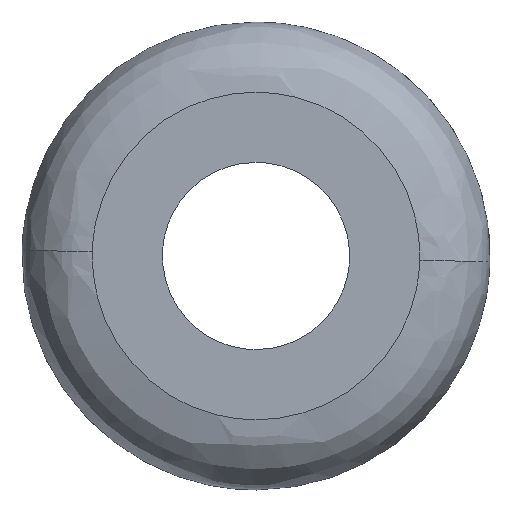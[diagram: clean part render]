
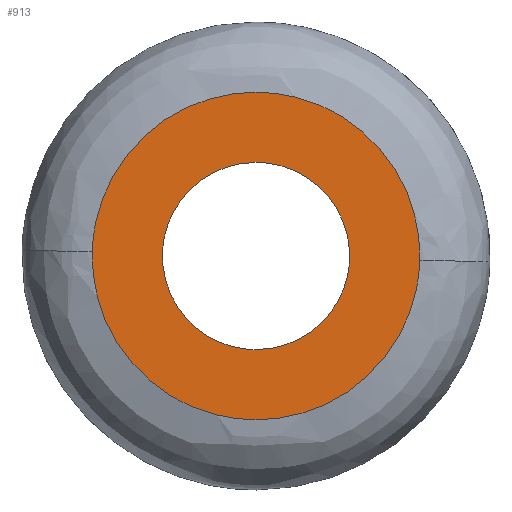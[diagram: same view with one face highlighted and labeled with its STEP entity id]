
A CAD part, front view. The second image highlights one B-rep face of the part: STEP entity #913.
In plain terms, the highlighted free-form (B-spline) face has degree [1, 1] with [2, 2] control points.
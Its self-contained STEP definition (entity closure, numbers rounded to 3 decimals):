
#271=CARTESIAN_POINT('',(3.972,0.,-0.472));
#272=VERTEX_POINT('',#271);
#278=CARTESIAN_POINT('',(0.0,0.,4.0));
#279=VERTEX_POINT('',#278);
#280=CARTESIAN_POINT('',(3.972,0.,-0.472));
#281=CARTESIAN_POINT('',(4.0,0.,-0.237));
#282=CARTESIAN_POINT('',(4.0,0.,0.));
#283=CARTESIAN_POINT('',(4.,0.,4.));
#284=CARTESIAN_POINT('',(0.0,0.,4.0));
#292=(BOUNDED_CURVE()B_SPLINE_CURVE(2,(#280,#281,#282,#283,#284),.UNSPECIFIED.,.F.,.U.)B_SPLINE_CURVE_WITH_KNOTS((3,2,3),(0.23,0.25,0.5),.UNSPECIFIED.)CURVE()GEOMETRIC_REPRESENTATION_ITEM()RATIONAL_B_SPLINE_CURVE((0.956,0.976,1.0,0.707,1.0))REPRESENTATION_ITEM(''));
#293=EDGE_CURVE('',#272,#279,#292,.T.);
#295=CARTESIAN_POINT('',(-3.993,0.,0.244));
#296=VERTEX_POINT('',#295);
#297=CARTESIAN_POINT('',(0.0,0.,4.0));
#298=CARTESIAN_POINT('',(-3.763,0.,4.));
#299=CARTESIAN_POINT('',(-3.993,0.,0.244));
#307=(BOUNDED_CURVE()B_SPLINE_CURVE(2,(#297,#298,#299),.UNSPECIFIED.,.F.,.U.)B_SPLINE_CURVE_WITH_KNOTS((3,3),(0.5,0.739),.UNSPECIFIED.)CURVE()GEOMETRIC_REPRESENTATION_ITEM()RATIONAL_B_SPLINE_CURVE((1.0,0.72,0.976))REPRESENTATION_ITEM(''));
#308=EDGE_CURVE('',#279,#296,#307,.T.);
#386=CARTESIAN_POINT('',(0.0,0.,-4.0));
#387=VERTEX_POINT('',#386);
#388=CARTESIAN_POINT('',(-3.993,0.,0.244));
#389=CARTESIAN_POINT('',(-4.,0.,0.122));
#390=CARTESIAN_POINT('',(-4.0,0.,0.));
#391=CARTESIAN_POINT('',(-4.,0.,-4.));
#392=CARTESIAN_POINT('',(0.0,0.,-4.0));
#400=(BOUNDED_CURVE()B_SPLINE_CURVE(2,(#388,#389,#390,#391,#392),.UNSPECIFIED.,.F.,.U.)B_SPLINE_CURVE_WITH_KNOTS((3,2,3),(0.739,0.75,1.0),.UNSPECIFIED.)CURVE()GEOMETRIC_REPRESENTATION_ITEM()RATIONAL_B_SPLINE_CURVE((0.976,0.988,1.0,0.707,1.0))REPRESENTATION_ITEM(''));
#401=EDGE_CURVE('',#296,#387,#400,.T.);
#403=CARTESIAN_POINT('',(0.0,0.,-4.0));
#404=CARTESIAN_POINT('',(3.553,0.,-4.));
#405=CARTESIAN_POINT('',(3.972,0.,-0.472));
#413=(BOUNDED_CURVE()B_SPLINE_CURVE(2,(#403,#404,#405),.UNSPECIFIED.,.F.,.U.)B_SPLINE_CURVE_WITH_KNOTS((3,3),(0.0,0.23),.UNSPECIFIED.)CURVE()GEOMETRIC_REPRESENTATION_ITEM()RATIONAL_B_SPLINE_CURVE((1.0,0.731,0.956))REPRESENTATION_ITEM(''));
#414=EDGE_CURVE('',#387,#272,#413,.T.);
#477=CARTESIAN_POINT('',(6.998,0.,-0.176));
#478=VERTEX_POINT('',#477);
#492=CARTESIAN_POINT('',(0.0,0.,-7.0));
#493=VERTEX_POINT('',#492);
#494=CARTESIAN_POINT('',(0.0,0.,-7.0));
#495=CARTESIAN_POINT('',(6.826,0.,-7.0));
#496=CARTESIAN_POINT('',(6.998,0.,-0.176));
#504=(BOUNDED_CURVE()B_SPLINE_CURVE(2,(#494,#495,#496),.UNSPECIFIED.,.F.,.U.)B_SPLINE_CURVE_WITH_KNOTS((3,3),(0.0,0.246),.UNSPECIFIED.)CURVE()GEOMETRIC_REPRESENTATION_ITEM()RATIONAL_B_SPLINE_CURVE((1.0,0.712,0.99))REPRESENTATION_ITEM(''));
#505=EDGE_CURVE('',#493,#478,#504,.T.);
#507=CARTESIAN_POINT('',(-6.998,0.,0.176));
#508=VERTEX_POINT('',#507);
#509=CARTESIAN_POINT('',(-6.998,0.,0.176));
#510=CARTESIAN_POINT('',(-7.,0.,0.088));
#511=CARTESIAN_POINT('',(-7.0,0.,0.));
#512=CARTESIAN_POINT('',(-7.,0.,-7.));
#513=CARTESIAN_POINT('',(0.0,0.,-7.0));
#521=(BOUNDED_CURVE()B_SPLINE_CURVE(2,(#509,#510,#511,#512,#513),.UNSPECIFIED.,.F.,.U.)B_SPLINE_CURVE_WITH_KNOTS((3,2,3),(0.746,0.75,1.0),.UNSPECIFIED.)CURVE()GEOMETRIC_REPRESENTATION_ITEM()RATIONAL_B_SPLINE_CURVE((0.99,0.995,1.0,0.707,1.0))REPRESENTATION_ITEM(''));
#522=EDGE_CURVE('',#508,#493,#521,.T.);
#579=CARTESIAN_POINT('',(0.0,0.,7.0));
#580=VERTEX_POINT('',#579);
#581=CARTESIAN_POINT('',(0.0,0.,7.0));
#582=CARTESIAN_POINT('',(-6.826,0.,7.));
#583=CARTESIAN_POINT('',(-6.998,0.,0.176));
#591=(BOUNDED_CURVE()B_SPLINE_CURVE(2,(#581,#582,#583),.UNSPECIFIED.,.F.,.U.)B_SPLINE_CURVE_WITH_KNOTS((3,3),(0.5,0.746),.UNSPECIFIED.)CURVE()GEOMETRIC_REPRESENTATION_ITEM()RATIONAL_B_SPLINE_CURVE((1.0,0.712,0.99))REPRESENTATION_ITEM(''));
#592=EDGE_CURVE('',#580,#508,#591,.T.);
#594=CARTESIAN_POINT('',(6.998,0.,-0.176));
#595=CARTESIAN_POINT('',(7.,0.,-0.088));
#596=CARTESIAN_POINT('',(7.0,0.,0.));
#597=CARTESIAN_POINT('',(7.,0.,7.));
#598=CARTESIAN_POINT('',(0.0,0.,7.0));
#606=(BOUNDED_CURVE()B_SPLINE_CURVE(2,(#594,#595,#596,#597,#598),.UNSPECIFIED.,.F.,.U.)B_SPLINE_CURVE_WITH_KNOTS((3,2,3),(0.246,0.25,0.5),.UNSPECIFIED.)CURVE()GEOMETRIC_REPRESENTATION_ITEM()RATIONAL_B_SPLINE_CURVE((0.99,0.995,1.0,0.707,1.0))REPRESENTATION_ITEM(''));
#607=EDGE_CURVE('',#478,#580,#606,.T.);
#896=CARTESIAN_POINT('',(-7.697,0.,-7.699));
#897=CARTESIAN_POINT('',(-7.697,0.,7.699));
#898=CARTESIAN_POINT('',(7.697,0.,-7.699));
#899=CARTESIAN_POINT('',(7.697,0.,7.699));
#900=B_SPLINE_SURFACE_WITH_KNOTS('',1,1,((#896,#898),(#897,#899)),.UNSPECIFIED.,.F.,.F.,.U.,(2,2),(2,2),(0.0,15.399),(0.0,15.394),.UNSPECIFIED.);
#901=ORIENTED_EDGE('',*,*,#505,.T.);
#902=ORIENTED_EDGE('',*,*,#607,.T.);
#903=ORIENTED_EDGE('',*,*,#592,.T.);
#904=ORIENTED_EDGE('',*,*,#522,.T.);
#905=EDGE_LOOP('',(#901,#902,#903,#904));
#906=FACE_OUTER_BOUND('',#905,.T.);
#907=ORIENTED_EDGE('',*,*,#308,.F.);
#908=ORIENTED_EDGE('',*,*,#293,.F.);
#909=ORIENTED_EDGE('',*,*,#414,.F.);
#910=ORIENTED_EDGE('',*,*,#401,.F.);
#911=EDGE_LOOP('',(#907,#908,#909,#910));
#912=FACE_BOUND('',#911,.T.);
#913=ADVANCED_FACE('',(#906,#912),#900,.F.);
